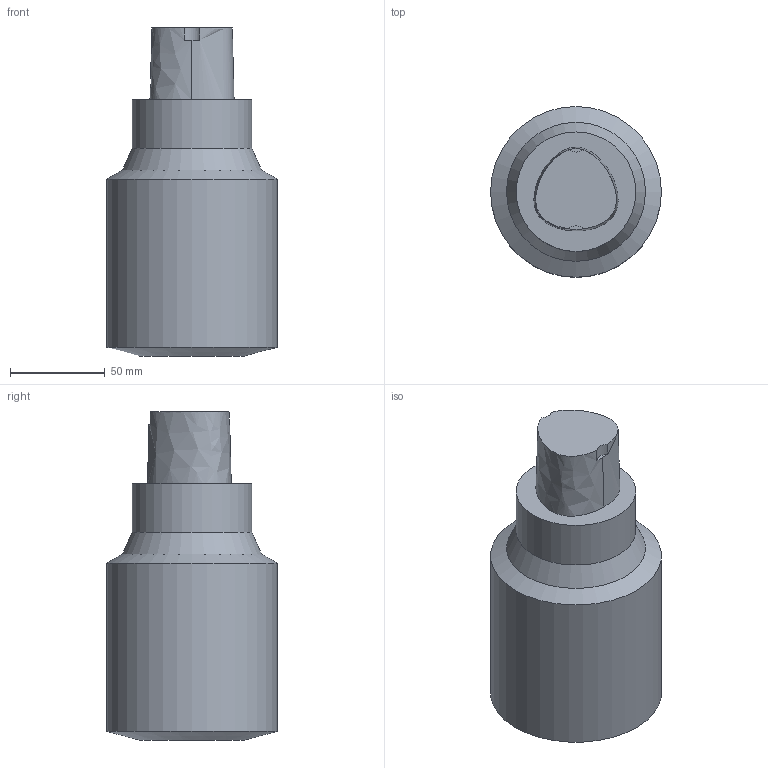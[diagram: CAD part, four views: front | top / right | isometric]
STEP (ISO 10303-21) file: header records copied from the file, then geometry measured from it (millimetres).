
FILE_DESCRIPTION((''),'1');
FILE_NAME('C6-BSL50-135.stp','2022-10-12T06:19:55',(''),(''),'Spatial Interop R21 SP3','Kubotek KeyCreator 2011 V10.0.2 (22737)',' ');
FILE_SCHEMA(('automotive_design'));
Length unit declared in the file: millimetre
Products named in the file (1): 240[2]
Bounding box: 90 x 90 x 173 mm (x, y, z)
Volume: 784540.5 mm3; surface area: 49915.7 mm2
Topology: 1 solids, 1 shells, 14 faces, 29 edges, 18 vertices
Faces by surface type: plane 5, cylinder 4, cone 3, bspline 2
Full cylindrical faces by diameter (mm): 63 x1, 90 x1
Entity records: 1198 total; most frequent: CARTESIAN_POINT 623, PRESENTATION_STYLE_ASSIGNMENT 54, COLOUR_RGB 54, DIRECTION 48, ORIENTED_EDGE 48, STYLED_ITEM 39, CURVE_STYLE 39, DRAUGHTING_PRE_DEFINED_CURVE_FONT 39
